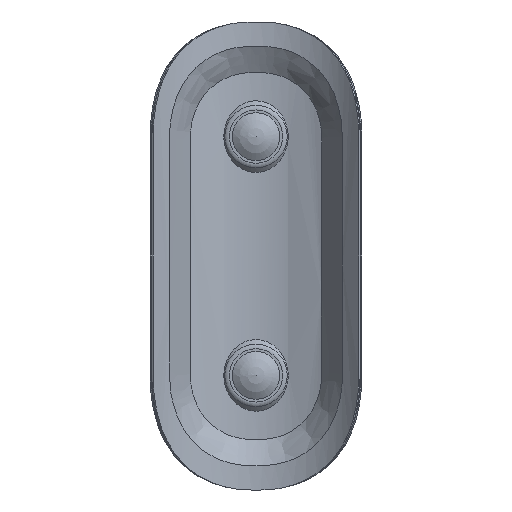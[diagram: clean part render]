
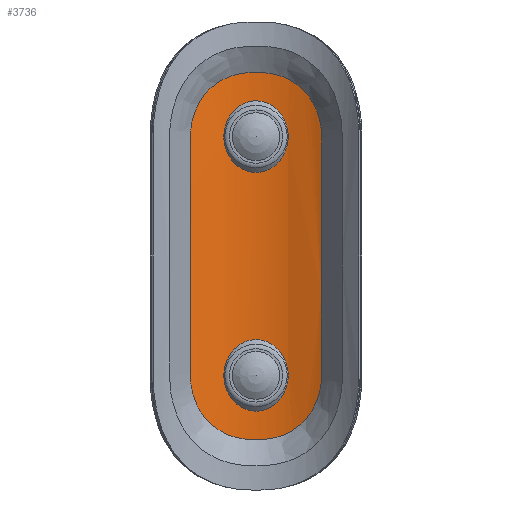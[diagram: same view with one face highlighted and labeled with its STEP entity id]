
A CAD part, front view. The second image highlights one B-rep face of the part: STEP entity #3736.
In plain terms, the highlighted cylindrical face has radius 61.3 mm (diameter 122.6 mm), a partial arc.
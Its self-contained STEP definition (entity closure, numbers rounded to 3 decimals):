
#1025=CYLINDRICAL_SURFACE('',#28935,61.3);
#3736=ADVANCED_FACE('',(#6927,#6928,#6929),#1025,.F.);
#6065=B_SPLINE_CURVE_WITH_KNOTS('',3,(#45983,#45984,#45985,#45986,#45987,
#45988,#45989,#45990,#45991,#45992,#45993,#45994,#45995,#45996,#45997,#45998,
#45999,#46000,#46001,#46002,#46003,#46004,#46005,#46006,#46007,#46008,#46009,
#46010,#46011,#46012,#46013,#46014,#46015,#46016,#46017,#46018,#46019,#46020,
#46021,#46022,#46023,#46024,#46025,#46026,#46027,#46028,#46029,#46030,#46031,
#46032,#46033,#46034,#46035,#46036,#46037,#46038,#46039,#46040,#46041,#46042,
#46043,#46044,#46045,#46046,#46047,#46048,#46049),.UNSPECIFIED.,.T.,.F.,
(2,2,2,2,1,2,2,2,2,2,2,2,2,2,2,2,2,2,2,2,2,2,2,2,2,2,2,2,2,2,2,2,2,2,2,2),
(-0.008,0.,0.016,0.031,0.063,0.125,0.25,0.281,0.297,
0.313,0.344,0.375,0.406,0.422,0.438,0.469,0.5,0.516,0.531,
0.563,0.625,0.75,0.781,0.797,0.813,0.844,0.875,0.891,0.906,
0.922,0.938,0.969,0.984,0.992,1.,1.016),.UNSPECIFIED.);
#6066=B_SPLINE_CURVE_WITH_KNOTS('',3,(#46667,#46668,#46669,#46670,#46671,
#46672,#46673,#46674,#46675,#46676,#46677,#46678,#46679,#46680,#46681,#46682,
#46683,#46684,#46685,#46686,#46687,#46688),.UNSPECIFIED.,.T.,.F.,(2,2,2,
2,2,2,2,2,2,2,2,2,2),(-0.125,0.,0.125,0.25,0.313,
0.375,0.438,0.5,0.625,0.75,0.875,1.,
1.125),.UNSPECIFIED.);
#6067=B_SPLINE_CURVE_WITH_KNOTS('',3,(#46690,#46691,#46692,#46693,#46694,
#46695,#46696,#46697,#46698,#46699,#46700,#46701,#46702,#46703,#46704,#46705,
#46706,#46707,#46708,#46709,#46710,#46711),.UNSPECIFIED.,.T.,.F.,(2,2,2,
2,2,2,2,2,2,2,2,2,2),(-0.125,0.,0.125,0.25,0.313,0.375,0.438,0.5,0.625,
0.75,0.875,1.,1.125),.UNSPECIFIED.);
#6927=FACE_BOUND('',#7881,.T.);
#6928=FACE_BOUND('',#7882,.T.);
#6929=FACE_BOUND('',#7883,.T.);
#7881=EDGE_LOOP('',(#12372));
#7882=EDGE_LOOP('',(#12373));
#7883=EDGE_LOOP('',(#12374));
#12372=ORIENTED_EDGE('',*,*,#20992,.T.);
#12373=ORIENTED_EDGE('',*,*,#20993,.T.);
#12374=ORIENTED_EDGE('',*,*,#20991,.F.);
#17948=VERTEX_POINT('',#46050);
#17949=VERTEX_POINT('',#46689);
#17950=VERTEX_POINT('',#46712);
#20991=EDGE_CURVE('',#17948,#17948,#6065,.T.);
#20992=EDGE_CURVE('',#17949,#17949,#6066,.T.);
#20993=EDGE_CURVE('',#17950,#17950,#6067,.T.);
#28935=AXIS2_PLACEMENT_3D('',#46713,#33648,#33649);
#33648=DIRECTION('',(0.,0.,1.));
#33649=DIRECTION('',(1.,0.,0.));
#45983=CARTESIAN_POINT('',(-26.157,55.44,-58.855));
#45984=CARTESIAN_POINT('',(-26.922,55.075,-56.091));
#45985=CARTESIAN_POINT('',(-27.243,54.914,-54.22));
#45986=CARTESIAN_POINT('',(-27.528,54.771,-50.427));
#45987=CARTESIAN_POINT('',(-27.475,54.798,-48.502));
#45988=CARTESIAN_POINT('',(-27.475,54.798,-42.749));
#45989=CARTESIAN_POINT('',(-27.475,54.798,-31.243));
#45990=CARTESIAN_POINT('',(-27.475,54.798,-19.737));
#45991=CARTESIAN_POINT('',(-27.475,54.798,3.275));
#45992=CARTESIAN_POINT('',(-27.475,54.798,18.616));
#45993=CARTESIAN_POINT('',(-27.475,54.798,37.793));
#45994=CARTESIAN_POINT('',(-27.473,54.799,41.628));
#45995=CARTESIAN_POINT('',(-27.476,54.798,47.381));
#45996=CARTESIAN_POINT('',(-27.516,54.778,49.3));
#45997=CARTESIAN_POINT('',(-27.38,54.846,53.131));
#45998=CARTESIAN_POINT('',(-27.122,54.976,55.04));
#45999=CARTESIAN_POINT('',(-25.762,55.633,60.748));
#46000=CARTESIAN_POINT('',(-24.117,56.413,64.262));
#46001=CARTESIAN_POINT('',(-19.394,58.206,70.318));
#46002=CARTESIAN_POINT('',(-16.368,59.181,72.754));
#46003=CARTESIAN_POINT('',(-9.422,60.676,76.04));
#46004=CARTESIAN_POINT('',(-5.516,61.174,76.806));
#46005=CARTESIAN_POINT('',(0.29,61.33,76.831));
#46006=CARTESIAN_POINT('',(2.225,61.29,76.888));
#46007=CARTESIAN_POINT('',(6.093,61.027,76.564));
#46008=CARTESIAN_POINT('',(8.04,60.799,76.175));
#46009=CARTESIAN_POINT('',(13.586,59.893,74.399));
#46010=CARTESIAN_POINT('',(16.909,58.991,72.359));
#46011=CARTESIAN_POINT('',(22.305,57.169,67.059));
#46012=CARTESIAN_POINT('',(24.376,56.264,63.753));
#46013=CARTESIAN_POINT('',(26.376,55.34,58.313));
#46014=CARTESIAN_POINT('',(26.855,55.106,56.411));
#46015=CARTESIAN_POINT('',(27.426,54.823,52.58));
#46016=CARTESIAN_POINT('',(27.48,54.796,50.62));
#46017=CARTESIAN_POINT('',(27.47,54.801,44.721));
#46018=CARTESIAN_POINT('',(27.475,54.798,40.789));
#46019=CARTESIAN_POINT('',(27.475,54.798,28.992));
#46020=CARTESIAN_POINT('',(27.475,54.798,21.127));
#46021=CARTESIAN_POINT('',(27.475,54.798,-2.467));
#46022=CARTESIAN_POINT('',(27.475,54.798,-18.197));
#46023=CARTESIAN_POINT('',(27.475,54.798,-37.858));
#46024=CARTESIAN_POINT('',(27.473,54.799,-41.791));
#46025=CARTESIAN_POINT('',(27.476,54.798,-47.689));
#46026=CARTESIAN_POINT('',(27.526,54.773,-49.657));
#46027=CARTESIAN_POINT('',(27.336,54.868,-53.583));
#46028=CARTESIAN_POINT('',(27.036,55.018,-55.546));
#46029=CARTESIAN_POINT('',(25.526,55.744,-61.374));
#46030=CARTESIAN_POINT('',(23.747,56.577,-64.928));
#46031=CARTESIAN_POINT('',(18.706,58.438,-70.963));
#46032=CARTESIAN_POINT('',(15.486,59.427,-73.345));
#46033=CARTESIAN_POINT('',(10.046,60.499,-75.614));
#46034=CARTESIAN_POINT('',(8.145,60.789,-76.141));
#46035=CARTESIAN_POINT('',(4.181,61.19,-76.804));
#46036=CARTESIAN_POINT('',(2.192,61.293,-76.825));
#46037=CARTESIAN_POINT('',(-1.776,61.306,-76.821));
#46038=CARTESIAN_POINT('',(-3.76,61.217,-76.835));
#46039=CARTESIAN_POINT('',(-7.723,60.844,-76.249));
#46040=CARTESIAN_POINT('',(-9.686,60.558,-75.73));
#46041=CARTESIAN_POINT('',(-15.165,59.511,-73.537));
#46042=CARTESIAN_POINT('',(-18.418,58.53,-71.208));
#46043=CARTESIAN_POINT('',(-22.234,57.142,-66.794));
#46044=CARTESIAN_POINT('',(-23.345,56.689,-65.147));
#46045=CARTESIAN_POINT('',(-24.704,56.104,-62.556));
#46046=CARTESIAN_POINT('',(-25.11,55.922,-61.667));
#46047=CARTESIAN_POINT('',(-25.831,55.593,-59.839));
#46048=CARTESIAN_POINT('',(-26.157,55.44,-58.855));
#46049=CARTESIAN_POINT('',(-26.922,55.075,-56.091));
#46050=CARTESIAN_POINT('',(-26.412,55.318,-57.934));
#46667=CARTESIAN_POINT('',(-6.788,60.978,36.473));
#46668=CARTESIAN_POINT('',(-11.907,60.188,41.954));
#46669=CARTESIAN_POINT('',(-13.331,59.833,45.643));
#46670=CARTESIAN_POINT('',(-13.619,59.768,53.076));
#46671=CARTESIAN_POINT('',(-12.46,60.064,56.886));
#46672=CARTESIAN_POINT('',(-9.057,60.638,61.253));
#46673=CARTESIAN_POINT('',(-7.623,60.846,62.513));
#46674=CARTESIAN_POINT('',(-4.395,61.164,64.308));
#46675=CARTESIAN_POINT('',(-2.552,61.275,64.863));
#46676=CARTESIAN_POINT('',(1.168,61.317,65.077));
#46677=CARTESIAN_POINT('',(3.062,61.248,64.74));
#46678=CARTESIAN_POINT('',(6.52,60.977,63.271));
#46679=CARTESIAN_POINT('',(8.061,60.781,62.159));
#46680=CARTESIAN_POINT('',(11.868,60.195,58.096));
#46681=CARTESIAN_POINT('',(13.324,59.835,54.393));
#46682=CARTESIAN_POINT('',(13.625,59.767,46.941));
#46683=CARTESIAN_POINT('',(12.479,60.061,43.146));
#46684=CARTESIAN_POINT('',(7.921,60.83,37.283));
#46685=CARTESIAN_POINT('',(4.449,61.254,35.243));
#46686=CARTESIAN_POINT('',(-3.084,61.338,34.816));
#46687=CARTESIAN_POINT('',(-6.788,60.978,36.473));
#46688=CARTESIAN_POINT('',(-11.907,60.188,41.954));
#46689=CARTESIAN_POINT('',(-9.347,60.583,39.213));
#46690=CARTESIAN_POINT('',(-6.889,60.966,-63.462));
#46691=CARTESIAN_POINT('',(-11.963,60.176,-57.941));
#46692=CARTESIAN_POINT('',(-13.361,59.826,-54.242));
#46693=CARTESIAN_POINT('',(-13.597,59.773,-46.806));
#46694=CARTESIAN_POINT('',(-12.411,60.075,-43.005));
#46695=CARTESIAN_POINT('',(-8.974,60.651,-38.665));
#46696=CARTESIAN_POINT('',(-7.529,60.858,-37.417));
#46697=CARTESIAN_POINT('',(-4.285,61.172,-35.651));
#46698=CARTESIAN_POINT('',(-2.437,61.28,-35.113));
#46699=CARTESIAN_POINT('',(1.286,61.315,-34.935));
#46700=CARTESIAN_POINT('',(3.177,61.242,-35.29));
#46701=CARTESIAN_POINT('',(6.619,60.966,-36.791));
#46702=CARTESIAN_POINT('',(8.151,60.769,-37.916));
#46703=CARTESIAN_POINT('',(11.925,60.183,-42.009));
#46704=CARTESIAN_POINT('',(13.354,59.828,-45.722));
#46705=CARTESIAN_POINT('',(13.603,59.772,-53.176));
#46706=CARTESIAN_POINT('',(12.431,60.072,-56.964));
#46707=CARTESIAN_POINT('',(7.827,60.843,-62.79));
#46708=CARTESIAN_POINT('',(4.334,61.263,-64.799));
#46709=CARTESIAN_POINT('',(-3.202,61.332,-65.154));
#46710=CARTESIAN_POINT('',(-6.889,60.966,-63.462));
#46711=CARTESIAN_POINT('',(-11.963,60.176,-57.941));
#46712=CARTESIAN_POINT('',(-9.426,60.571,-60.702));
#46713=CARTESIAN_POINT('',(0.,0.,-110.));
